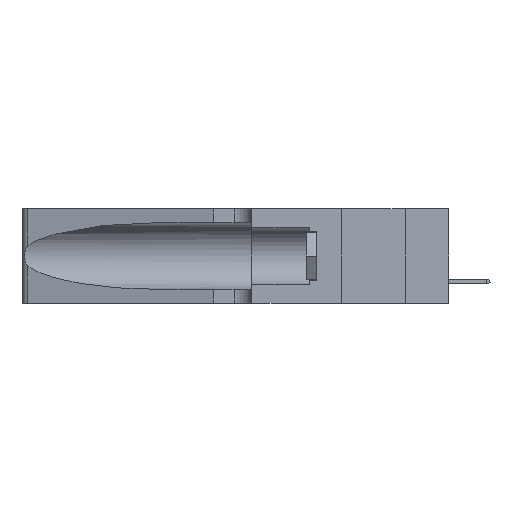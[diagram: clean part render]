
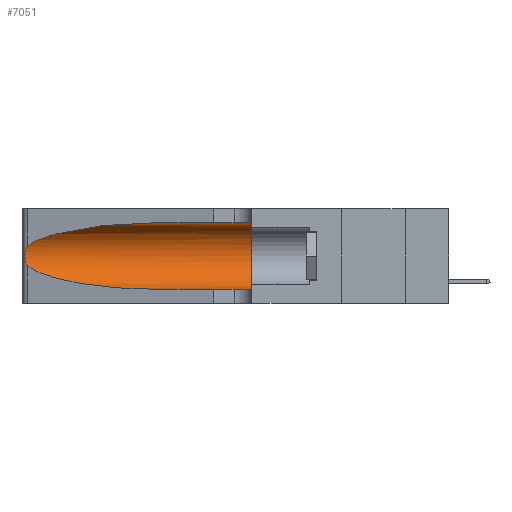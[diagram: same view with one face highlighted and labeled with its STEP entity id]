
A CAD part, left-side view. The second image highlights one B-rep face of the part: STEP entity #7051.
In plain terms, the highlighted cylindrical face has radius 3.308 mm (diameter 6.617 mm), a partial arc.
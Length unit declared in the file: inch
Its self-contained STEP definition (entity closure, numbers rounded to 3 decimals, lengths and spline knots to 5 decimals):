
#191 = VERTEX_POINT ( 'NONE', #1077 ) ;
#590 = CARTESIAN_POINT ( 'NONE',  ( 0.1305, 0.35, 0.185 ) ) ;
#630 = CARTESIAN_POINT ( 'NONE',  ( 0.1305, 0.72297, 0.05475 ) ) ;
#1077 = CARTESIAN_POINT ( 'NONE',  ( 0.1305, 0.72297, 0.31525 ) ) ;
#1251 = CARTESIAN_POINT ( 'NONE',  ( 0.1305, 1.61858, 0.185 ) ) ;
#1317 = DIRECTION ( 'NONE',  ( 0., 0., -1. ) ) ;
#1807 = VERTEX_POINT ( 'NONE', #13218 ) ;
#1868 = EDGE_CURVE ( 'NONE', #5736, #1807, #11268, .T. ) ;
#2142 = CARTESIAN_POINT ( 'NONE',  ( 0.26075, 1.23896, 0.178 ) ) ;
#2194 = DIRECTION ( 'NONE',  ( 0., 1., 0. ) ) ;
#2287 = CARTESIAN_POINT ( 'NONE',  ( 0.25787, 1.23484, 0.2124 ) ) ;
#3655 = EDGE_CURVE ( 'NONE', #10898, #14979, #13082, .T. ) ;
#3967 =( BOUNDED_CURVE ( )  B_SPLINE_CURVE ( 3, ( #11891, #11753, #16618, #7002 ),
 .UNSPECIFIED., .F., .F. ) 
 B_SPLINE_CURVE_WITH_KNOTS ( ( 4, 4 ),
 ( 1.5708, 2.84003 ),
 .UNSPECIFIED. ) 
 CURVE ( )  GEOMETRIC_REPRESENTATION_ITEM ( )  RATIONAL_B_SPLINE_CURVE ( ( 1., 0.87, 0.87, 1. ) ) 
 REPRESENTATION_ITEM ( '' )  );
#4383 = CARTESIAN_POINT ( 'NONE',  ( 0.1305, 0.35, 0.31525 ) ) ;
#4544 = CARTESIAN_POINT ( 'NONE',  ( 0.1305, 0.72297, 0.05475 ) ) ;
#4692 = AXIS2_PLACEMENT_3D ( 'NONE', #1251, #15443, #1317 ) ;
#4756 = CARTESIAN_POINT ( 'NONE',  ( 0.2373, 1.15595, 0.08982 ) ) ;
#5204 = CARTESIAN_POINT ( 'NONE',  ( 0.25487, 1.22718, 0.14631 ) ) ;
#5245 = CARTESIAN_POINT ( 'NONE',  ( 0.1305, 1.61858, 0.31525 ) ) ;
#5288 = CARTESIAN_POINT ( 'NONE',  ( 0.25555, 1.22994, 0.2215 ) ) ;
#5736 = VERTEX_POINT ( 'NONE', #19400 ) ;
#6412 = CARTESIAN_POINT ( 'NONE',  ( 0.1305, 0.35, 0.05475 ) ) ;
#7002 = CARTESIAN_POINT ( 'NONE',  ( 0.25487, 1.22718, 0.22369 ) ) ;
#7051 = ADVANCED_FACE ( 'NONE', ( #8545 ), #12461, .F. ) ;
#8260 = DIRECTION ( 'NONE',  ( 0., -1., 0. ) ) ;
#8491 = CARTESIAN_POINT ( 'NONE',  ( 0.25555, 1.22993, 0.14849 ) ) ;
#8545 = FACE_OUTER_BOUND ( 'NONE', #19485, .T. ) ;
#9172 = LINE ( 'NONE', #17565, #9638 ) ;
#9334 = LINE ( 'NONE', #5245, #20152 ) ;
#9638 = VECTOR ( 'NONE', #8260, 39.37008 ) ;
#9945 = DIRECTION ( 'NONE',  ( 0., -1., 0. ) ) ;
#9977 = EDGE_CURVE ( 'NONE', #191, #5736, #3967, .T. ) ;
#10056 = CARTESIAN_POINT ( 'NONE',  ( 0.26018, 1.23835, 0.19895 ) ) ;
#10246 = VERTEX_POINT ( 'NONE', #630 ) ;
#10898 = VERTEX_POINT ( 'NONE', #4383 ) ;
#10909 = CARTESIAN_POINT ( 'NONE',  ( 0.25487, 1.22718, 0.14631 ) ) ;
#11160 = ORIENTED_EDGE ( 'NONE', *, *, #17024, .T. ) ;
#11268 = B_SPLINE_CURVE_WITH_KNOTS ( 'NONE', 3,
 ( #14798, #5288, #11709, #2287, #19372, #10056, #19301, #2142, #16152, #17724, #17871, #16438, #8491, #5204 ),
 .UNSPECIFIED., .F., .F.,
 ( 4, 2, 2, 2, 2, 2, 4 ),
 ( 0., 0.00027, 0.00053, 0.00107, 0.0016, 0.00187, 0.00214 ),
 .UNSPECIFIED. ) ;
#11709 = CARTESIAN_POINT ( 'NONE',  ( 0.25639, 1.23184, 0.21858 ) ) ;
#11753 = CARTESIAN_POINT ( 'NONE',  ( 0.18966, 0.96281, 0.31525 ) ) ;
#11891 = CARTESIAN_POINT ( 'NONE',  ( 0.1305, 0.72297, 0.31525 ) ) ;
#12004 = ORIENTED_EDGE ( 'NONE', *, *, #9977, .T. ) ;
#12461 = CYLINDRICAL_SURFACE ( 'NONE', #4692, 0.13025 ) ;
#13082 = CIRCLE ( 'NONE', #15479, 0.13025 ) ;
#13218 = CARTESIAN_POINT ( 'NONE',  ( 0.25487, 1.22718, 0.14631 ) ) ;
#13604 = ORIENTED_EDGE ( 'NONE', *, *, #15620, .T. ) ;
#14041 = CARTESIAN_POINT ( 'NONE',  ( 0.18966, 0.96281, 0.05475 ) ) ;
#14231 = ORIENTED_EDGE ( 'NONE', *, *, #1868, .T. ) ;
#14798 = CARTESIAN_POINT ( 'NONE',  ( 0.25487, 1.22718, 0.22369 ) ) ;
#14979 = VERTEX_POINT ( 'NONE', #6412 ) ;
#15443 = DIRECTION ( 'NONE',  ( 0., -1., 0. ) ) ;
#15479 = AXIS2_PLACEMENT_3D ( 'NONE', #590, #2194, #17709 ) ;
#15620 = EDGE_CURVE ( 'NONE', #10246, #14979, #9172, .T. ) ;
#15671 = ORIENTED_EDGE ( 'NONE', *, *, #18470, .F. ) ;
#16152 = CARTESIAN_POINT ( 'NONE',  ( 0.26017, 1.23833, 0.17102 ) ) ;
#16438 = CARTESIAN_POINT ( 'NONE',  ( 0.25639, 1.23186, 0.15144 ) ) ;
#16618 = CARTESIAN_POINT ( 'NONE',  ( 0.2373, 1.15595, 0.28018 ) ) ;
#17024 = EDGE_CURVE ( 'NONE', #1807, #10246, #18555, .T. ) ;
#17565 = CARTESIAN_POINT ( 'NONE',  ( 0.1305, 1.61858, 0.05475 ) ) ;
#17709 = DIRECTION ( 'NONE',  ( 0., 0., 1. ) ) ;
#17724 = CARTESIAN_POINT ( 'NONE',  ( 0.25856, 1.23593, 0.16098 ) ) ;
#17871 = CARTESIAN_POINT ( 'NONE',  ( 0.25789, 1.23486, 0.15765 ) ) ;
#18470 = EDGE_CURVE ( 'NONE', #191, #10898, #9334, .T. ) ;
#18492 = ORIENTED_EDGE ( 'NONE', *, *, #3655, .F. ) ;
#18555 =( BOUNDED_CURVE ( )  B_SPLINE_CURVE ( 3, ( #10909, #4756, #14041, #4544 ),
 .UNSPECIFIED., .F., .F. ) 
 B_SPLINE_CURVE_WITH_KNOTS ( ( 4, 4 ),
 ( 3.44316, 4.71239 ),
 .UNSPECIFIED. ) 
 CURVE ( )  GEOMETRIC_REPRESENTATION_ITEM ( )  RATIONAL_B_SPLINE_CURVE ( ( 1., 0.87, 0.87, 1. ) ) 
 REPRESENTATION_ITEM ( '' )  );
#19301 = CARTESIAN_POINT ( 'NONE',  ( 0.26075, 1.23896, 0.19203 ) ) ;
#19372 = CARTESIAN_POINT ( 'NONE',  ( 0.25854, 1.2359, 0.20912 ) ) ;
#19400 = CARTESIAN_POINT ( 'NONE',  ( 0.25487, 1.22718, 0.22369 ) ) ;
#19485 = EDGE_LOOP ( 'NONE', ( #12004, #14231, #11160, #13604, #18492, #15671 ) ) ;
#20152 = VECTOR ( 'NONE', #9945, 39.37008 ) ;
